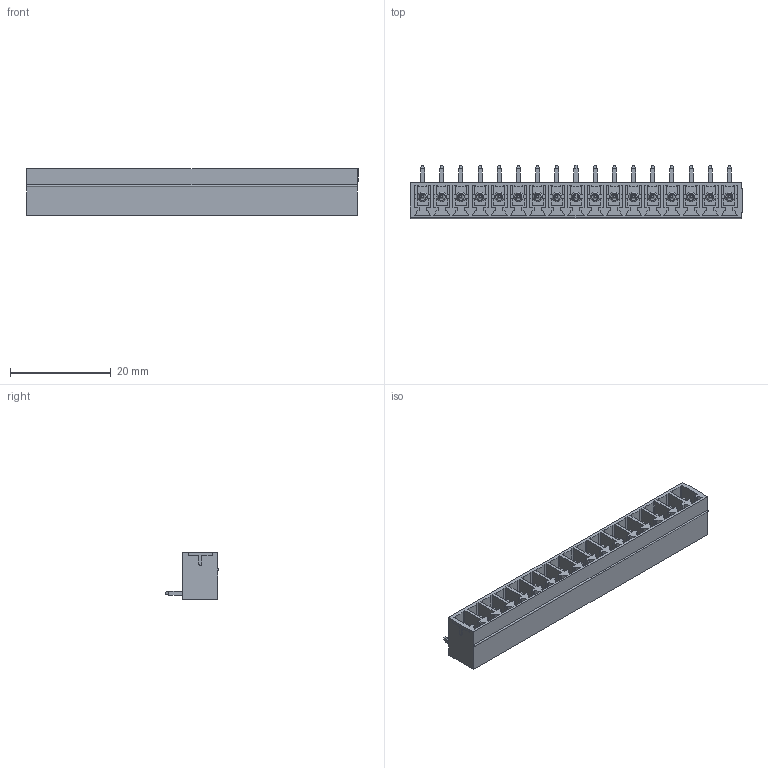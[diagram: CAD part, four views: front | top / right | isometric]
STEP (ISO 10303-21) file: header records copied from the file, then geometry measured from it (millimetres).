
FILE_DESCRIPTION( ( 'Unknown' ), '1' );
FILE_NAME( '691322310017.stp', 'Unknown', ( 'Unknown' ), ( 'Unknown' ), 'PSStep 14.0', 'Unknown', ' ' );
FILE_SCHEMA( ( 'AUTOMOTIVE_DESIGN { 1 0 10303 214 1 1 1 1 }' ) );
Length unit declared in the file: millimetre
Products named in the file (3): Assem1; 6913213000xx_PIN; 691321300017
Assembly tree (18 placements, depth 2):
  Assem1
    6913213000xx_PIN  x17
    691321300017
Bounding box: 65.96 x 10.7 x 9.2 mm (x, y, z)
Volume: 2128.9 mm3; surface area: 6346.6 mm2
Topology: 18 solids, 18 shells, 1044 faces, 2803 edges, 1812 vertices
Faces by surface type: plane 956, cylinder 71, torus 17
Full cylindrical faces by diameter (mm): 1.9 x17
Entity records: 30849 total; most frequent: CARTESIAN_POINT 4394, ORIENTED_EDGE 4320, DIRECTION 3869, EDGE_CURVE 2160, LINE 2033, VECTOR 2033, VERTEX_POINT 1443, AXIS2_PLACEMENT_3D 918
